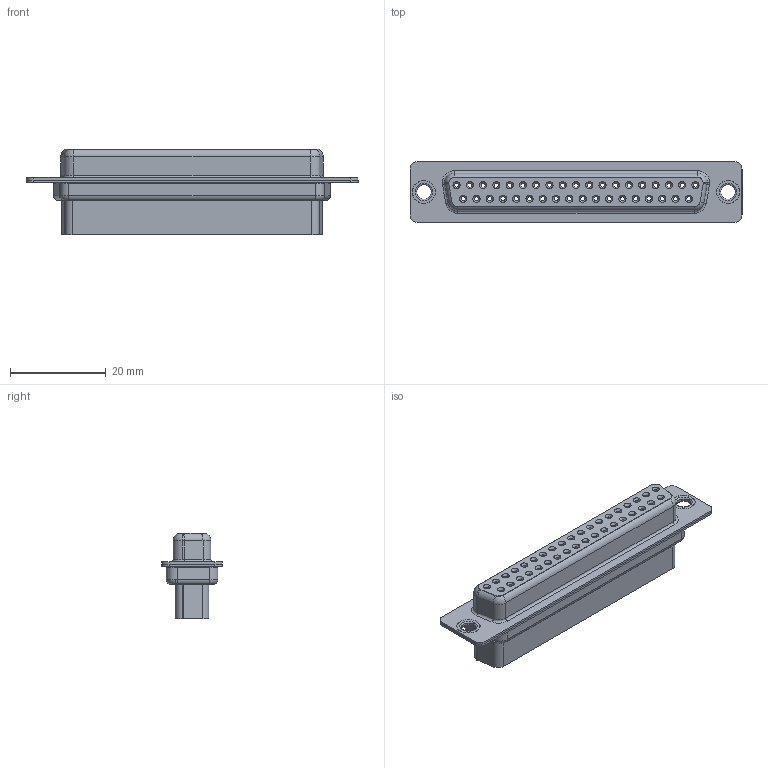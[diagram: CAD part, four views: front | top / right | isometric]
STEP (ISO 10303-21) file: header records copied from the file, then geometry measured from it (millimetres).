
FILE_DESCRIPTION (( 'STEP AP203' ), '1' );
FILE_NAME ('628-050-010-300.STEP', '2018-11-21T22:16:46', ( '' ), ( '' ), 'SwSTEP 2.0', 'SolidWorks 2016', '' );
FILE_SCHEMA (( 'CONFIG_CONTROL_DESIGN' ));
Length unit declared in the file: millimetre
Products named in the file (5): 628 Housing_37 HP; 628 Shell Front_37 Contacts; 628-050-010-300; 628 Shell Rear_37 Contacts; 628 Thru Hole Rivet
Assembly tree (5 placements, depth 2):
  628-050-010-300
    628 Housing_37 HP
    628 Shell Front_37 Contacts
    628 Shell Rear_37 Contacts
    628 Thru Hole Rivet  x2
Bounding box: 69.3 x 12.6 x 17.9 mm (x, y, z)
Volume: 6586.6 mm3; surface area: 10808.6 mm2
Topology: 5 solids, 5 shells, 734 faces, 1639 edges, 1037 vertices
Faces by surface type: cylinder 417, plane 178, cone 74, torus 65
Entity records: 20965 total; most frequent: DIRECTION 3947, CARTESIAN_POINT 3518, ORIENTED_EDGE 3198, AXIS2_PLACEMENT_3D 1671, EDGE_CURVE 1599, VERTEX_POINT 1013, CIRCLE 949, EDGE_LOOP 922
